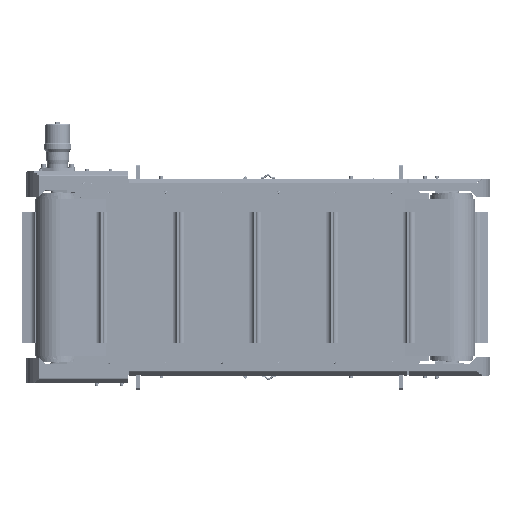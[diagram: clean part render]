
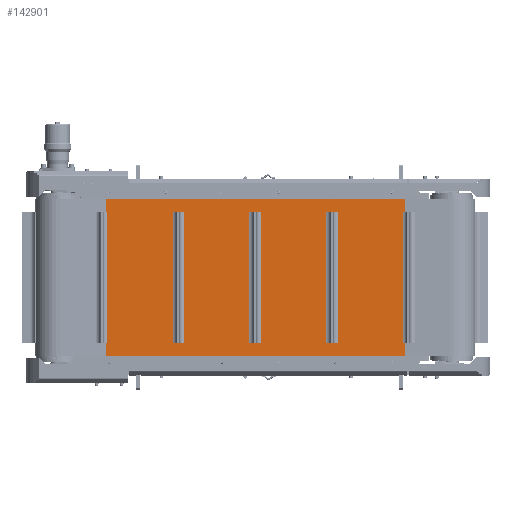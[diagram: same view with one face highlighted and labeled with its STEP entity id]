
A CAD part, left-side view. The second image highlights one B-rep face of the part: STEP entity #142901.
In plain terms, the highlighted planar face has unit normal (-1, 0, 0).
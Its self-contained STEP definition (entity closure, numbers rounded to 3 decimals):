
#3867=FACE_BOUND('',#25064,.T.);
#3868=FACE_BOUND('',#25065,.T.);
#3869=FACE_BOUND('',#25066,.T.);
#8390=PLANE('',#152778);
#16646=FACE_OUTER_BOUND('',#25063,.T.);
#25063=EDGE_LOOP('',(#116973,#116974,#116975,#116976,#116977,#116978,#116979,
#116980,#116981,#116982,#116983,#116984));
#25064=EDGE_LOOP('',(#116985,#116986,#116987,#116988));
#25065=EDGE_LOOP('',(#116989,#116990,#116991,#116992));
#25066=EDGE_LOOP('',(#116993,#116994,#116995,#116996));
#29003=LINE('',#200228,#41241);
#36279=LINE('',#240303,#48517);
#36285=LINE('',#240319,#48523);
#36298=LINE('',#240348,#48536);
#36300=LINE('',#240352,#48538);
#36303=LINE('',#240357,#48541);
#36304=LINE('',#240361,#48542);
#36308=LINE('',#240369,#48546);
#36321=LINE('',#240403,#48559);
#36323=LINE('',#240406,#48561);
#36324=LINE('',#240410,#48562);
#36328=LINE('',#240418,#48566);
#36341=LINE('',#240452,#48579);
#36343=LINE('',#240455,#48581);
#36344=LINE('',#240459,#48582);
#36348=LINE('',#240467,#48586);
#36361=LINE('',#240501,#48599);
#36363=LINE('',#240504,#48601);
#36364=LINE('',#240508,#48602);
#36382=LINE('',#240553,#48620);
#36385=LINE('',#240557,#48623);
#36386=LINE('',#240560,#48624);
#36387=LINE('',#240561,#48625);
#36388=LINE('',#240562,#48626);
#41241=VECTOR('',#162067,10.);
#48517=VECTOR('',#179947,10.);
#48523=VECTOR('',#179959,10.);
#48536=VECTOR('',#179988,10.);
#48538=VECTOR('',#179994,10.);
#48541=VECTOR('',#179997,10.);
#48542=VECTOR('',#180000,10.);
#48546=VECTOR('',#180006,10.);
#48559=VECTOR('',#180039,10.);
#48561=VECTOR('',#180043,10.);
#48562=VECTOR('',#180046,10.);
#48566=VECTOR('',#180052,10.);
#48579=VECTOR('',#180085,10.);
#48581=VECTOR('',#180089,10.);
#48582=VECTOR('',#180092,10.);
#48586=VECTOR('',#180098,10.);
#48599=VECTOR('',#180131,10.);
#48601=VECTOR('',#180135,10.);
#48602=VECTOR('',#180138,10.);
#48620=VECTOR('',#180178,10.);
#48623=VECTOR('',#180183,10.);
#48624=VECTOR('',#180186,10.);
#48625=VECTOR('',#180187,10.);
#48626=VECTOR('',#180188,10.);
#58528=VERTEX_POINT('',#200226);
#58529=VERTEX_POINT('',#200227);
#65805=VERTEX_POINT('',#240299);
#65807=VERTEX_POINT('',#240302);
#65814=VERTEX_POINT('',#240318);
#65822=VERTEX_POINT('',#240345);
#65824=VERTEX_POINT('',#240355);
#65825=VERTEX_POINT('',#240359);
#65826=VERTEX_POINT('',#240360);
#65829=VERTEX_POINT('',#240368);
#65840=VERTEX_POINT('',#240402);
#65841=VERTEX_POINT('',#240408);
#65842=VERTEX_POINT('',#240409);
#65845=VERTEX_POINT('',#240417);
#65856=VERTEX_POINT('',#240451);
#65857=VERTEX_POINT('',#240457);
#65858=VERTEX_POINT('',#240458);
#65861=VERTEX_POINT('',#240466);
#65872=VERTEX_POINT('',#240500);
#65873=VERTEX_POINT('',#240506);
#65874=VERTEX_POINT('',#240507);
#65889=VERTEX_POINT('',#240551);
#65890=VERTEX_POINT('',#240552);
#65891=VERTEX_POINT('',#240559);
#72302=EDGE_CURVE('',#58528,#58529,#29003,.T.);
#83517=EDGE_CURVE('',#65807,#65805,#36279,.T.);
#83525=EDGE_CURVE('',#65814,#65807,#36285,.T.);
#83540=EDGE_CURVE('',#65822,#65814,#36298,.T.);
#83542=EDGE_CURVE('',#58528,#65822,#36300,.T.);
#83545=EDGE_CURVE('',#65805,#65824,#36303,.T.);
#83546=EDGE_CURVE('',#65825,#65826,#36304,.T.);
#83550=EDGE_CURVE('',#65829,#65825,#36308,.T.);
#83567=EDGE_CURVE('',#65840,#65829,#36321,.T.);
#83569=EDGE_CURVE('',#65826,#65840,#36323,.T.);
#83570=EDGE_CURVE('',#65841,#65842,#36324,.T.);
#83574=EDGE_CURVE('',#65845,#65841,#36328,.T.);
#83591=EDGE_CURVE('',#65856,#65845,#36341,.T.);
#83593=EDGE_CURVE('',#65842,#65856,#36343,.T.);
#83594=EDGE_CURVE('',#65857,#65858,#36344,.T.);
#83598=EDGE_CURVE('',#65861,#65857,#36348,.T.);
#83615=EDGE_CURVE('',#65872,#65861,#36361,.T.);
#83617=EDGE_CURVE('',#65858,#65872,#36363,.T.);
#83618=EDGE_CURVE('',#65873,#65874,#36364,.T.);
#83640=EDGE_CURVE('',#65889,#65890,#36382,.T.);
#83643=EDGE_CURVE('',#65874,#65889,#36385,.T.);
#83644=EDGE_CURVE('',#65891,#65824,#36386,.T.);
#83645=EDGE_CURVE('',#65891,#65873,#36387,.T.);
#83646=EDGE_CURVE('',#65890,#58529,#36388,.T.);
#116973=ORIENTED_EDGE('',*,*,#83517,.T.);
#116974=ORIENTED_EDGE('',*,*,#83545,.T.);
#116975=ORIENTED_EDGE('',*,*,#83644,.F.);
#116976=ORIENTED_EDGE('',*,*,#83645,.T.);
#116977=ORIENTED_EDGE('',*,*,#83618,.T.);
#116978=ORIENTED_EDGE('',*,*,#83643,.T.);
#116979=ORIENTED_EDGE('',*,*,#83640,.T.);
#116980=ORIENTED_EDGE('',*,*,#83646,.T.);
#116981=ORIENTED_EDGE('',*,*,#72302,.F.);
#116982=ORIENTED_EDGE('',*,*,#83542,.T.);
#116983=ORIENTED_EDGE('',*,*,#83540,.T.);
#116984=ORIENTED_EDGE('',*,*,#83525,.T.);
#116985=ORIENTED_EDGE('',*,*,#83550,.T.);
#116986=ORIENTED_EDGE('',*,*,#83546,.T.);
#116987=ORIENTED_EDGE('',*,*,#83569,.T.);
#116988=ORIENTED_EDGE('',*,*,#83567,.T.);
#116989=ORIENTED_EDGE('',*,*,#83574,.T.);
#116990=ORIENTED_EDGE('',*,*,#83570,.T.);
#116991=ORIENTED_EDGE('',*,*,#83593,.T.);
#116992=ORIENTED_EDGE('',*,*,#83591,.T.);
#116993=ORIENTED_EDGE('',*,*,#83598,.T.);
#116994=ORIENTED_EDGE('',*,*,#83594,.T.);
#116995=ORIENTED_EDGE('',*,*,#83617,.T.);
#116996=ORIENTED_EDGE('',*,*,#83615,.T.);
#142901=ADVANCED_FACE('',(#16646,#3867,#3868,#3869),#8390,.T.);
#152778=AXIS2_PLACEMENT_3D('',#240558,#180184,#180185);
#162067=DIRECTION('',(0.,1.,0.));
#179947=DIRECTION('',(0.,-1.,0.));
#179959=DIRECTION('',(0.,0.,1.));
#179988=DIRECTION('',(0.,1.,0.));
#179994=DIRECTION('',(0.,0.,1.));
#179997=DIRECTION('',(0.,0.,1.));
#180000=DIRECTION('',(0.,0.,1.));
#180006=DIRECTION('',(0.,1.,0.));
#180039=DIRECTION('',(0.,0.,-1.));
#180043=DIRECTION('',(0.,-1.,0.));
#180046=DIRECTION('',(0.,0.,1.));
#180052=DIRECTION('',(0.,1.,0.));
#180085=DIRECTION('',(0.,0.,-1.));
#180089=DIRECTION('',(0.,-1.,0.));
#180092=DIRECTION('',(0.,0.,1.));
#180098=DIRECTION('',(0.,1.,0.));
#180131=DIRECTION('',(0.,0.,-1.));
#180135=DIRECTION('',(0.,-1.,0.));
#180138=DIRECTION('',(0.,-1.,0.));
#180178=DIRECTION('',(0.,1.,0.));
#180183=DIRECTION('',(0.,0.,-1.));
#180184=DIRECTION('center_axis',(-1.,0.,0.));
#180185=DIRECTION('ref_axis',(0.,-1.,0.));
#180186=DIRECTION('',(0.,-1.,0.));
#180187=DIRECTION('',(0.,0.,-1.));
#180188=DIRECTION('',(0.,0.,-1.));
#200226=CARTESIAN_POINT('',(-157.35,-602.901,-300.));
#200227=CARTESIAN_POINT('',(-157.35,540.101,-300.));
#200228=CARTESIAN_POINT('',(-157.35,540.101,-300.));
#240299=CARTESIAN_POINT('',(-157.35,-602.901,250.));
#240302=CARTESIAN_POINT('',(-157.35,-596.818,250.));
#240303=CARTESIAN_POINT('',(-157.35,-39.4,250.));
#240318=CARTESIAN_POINT('',(-157.35,-596.818,-250.));
#240319=CARTESIAN_POINT('',(-157.35,-596.818,0.));
#240345=CARTESIAN_POINT('',(-157.35,-602.901,-250.));
#240348=CARTESIAN_POINT('',(-157.35,-39.4,-250.));
#240352=CARTESIAN_POINT('',(-157.35,-602.901,0.));
#240355=CARTESIAN_POINT('',(-157.35,-602.901,300.));
#240357=CARTESIAN_POINT('',(-157.35,-602.901,0.));
#240359=CARTESIAN_POINT('',(-157.35,-303.288,-250.));
#240360=CARTESIAN_POINT('',(-157.35,-303.288,250.));
#240361=CARTESIAN_POINT('',(-157.35,-303.288,0.));
#240368=CARTESIAN_POINT('',(-157.35,-347.288,-250.));
#240369=CARTESIAN_POINT('',(-157.35,107.406,-250.));
#240402=CARTESIAN_POINT('',(-157.35,-347.288,250.));
#240403=CARTESIAN_POINT('',(-157.35,-347.288,0.));
#240406=CARTESIAN_POINT('',(-157.35,107.406,250.));
#240408=CARTESIAN_POINT('',(-157.35,-9.353,-250.));
#240409=CARTESIAN_POINT('',(-157.35,-9.353,250.));
#240410=CARTESIAN_POINT('',(-157.35,-9.353,0.));
#240417=CARTESIAN_POINT('',(-157.35,-53.353,-250.));
#240418=CARTESIAN_POINT('',(-157.35,254.374,-250.));
#240451=CARTESIAN_POINT('',(-157.35,-53.353,250.));
#240452=CARTESIAN_POINT('',(-157.35,-53.353,0.));
#240455=CARTESIAN_POINT('',(-157.35,254.374,250.));
#240457=CARTESIAN_POINT('',(-157.35,284.581,-250.));
#240458=CARTESIAN_POINT('',(-157.35,284.581,250.));
#240459=CARTESIAN_POINT('',(-157.35,284.581,0.));
#240466=CARTESIAN_POINT('',(-157.35,240.581,-250.));
#240467=CARTESIAN_POINT('',(-157.35,401.341,-250.));
#240500=CARTESIAN_POINT('',(-157.35,240.581,250.));
#240501=CARTESIAN_POINT('',(-157.35,240.581,0.));
#240504=CARTESIAN_POINT('',(-157.35,401.341,250.));
#240506=CARTESIAN_POINT('',(-157.35,540.101,250.));
#240507=CARTESIAN_POINT('',(-157.35,534.111,250.));
#240508=CARTESIAN_POINT('',(-157.35,548.147,250.));
#240551=CARTESIAN_POINT('',(-157.35,534.111,-250.));
#240552=CARTESIAN_POINT('',(-157.35,540.101,-250.));
#240553=CARTESIAN_POINT('',(-157.35,548.147,-250.));
#240557=CARTESIAN_POINT('',(-157.35,534.111,0.));
#240558=CARTESIAN_POINT('Origin',(-157.35,540.101,0.));
#240559=CARTESIAN_POINT('',(-157.35,540.101,300.));
#240560=CARTESIAN_POINT('',(-157.35,540.101,300.));
#240561=CARTESIAN_POINT('',(-157.35,540.101,0.));
#240562=CARTESIAN_POINT('',(-157.35,540.101,0.));
